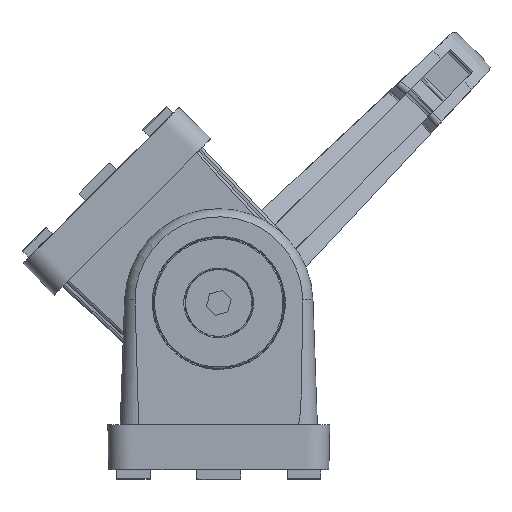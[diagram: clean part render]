
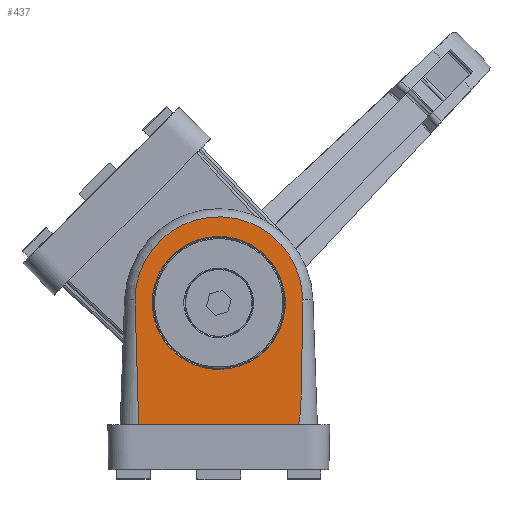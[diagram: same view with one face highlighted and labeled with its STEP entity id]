
A CAD part, top view. The second image highlights one B-rep face of the part: STEP entity #437.
In plain terms, the highlighted face is planar.
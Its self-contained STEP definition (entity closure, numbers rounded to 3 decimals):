
#437 = ADVANCED_FACE( '', ( #751, #752 ), #753, .T. );
#751 = FACE_BOUND( '', #1449, .T. );
#752 = FACE_OUTER_BOUND( '', #1450, .T. );
#753 = PLANE( '', #1451 );
#1449 = EDGE_LOOP( '', ( #2197 ) );
#1450 = EDGE_LOOP( '', ( #2198, #2199, #2200, #2201 ) );
#1451 = AXIS2_PLACEMENT_3D( '', #2202, #2203, #2204 );
#2197 = ORIENTED_EDGE( '', *, *, #4671, .F. );
#2198 = ORIENTED_EDGE( '', *, *, #4672, .F. );
#2199 = ORIENTED_EDGE( '', *, *, #4673, .F. );
#2200 = ORIENTED_EDGE( '', *, *, #4674, .T. );
#2201 = ORIENTED_EDGE( '', *, *, #4675, .F. );
#2202 = CARTESIAN_POINT( '', ( 19.302, 18., 22. ) );
#2203 = DIRECTION( '', ( 1., 0.017, 0. ) );
#2204 = DIRECTION( '', ( -0.017, 1., 0. ) );
#4671 = EDGE_CURVE( '', #5442, #5442, #5443, .T. );
#4672 = EDGE_CURVE( '', #5444, #5445, #5446, .T. );
#4673 = EDGE_CURVE( '', #5447, #5444, #5448, .F. );
#4674 = EDGE_CURVE( '', #5447, #5449, #5450, .T. );
#4675 = EDGE_CURVE( '', #5445, #5449, #5451, .F. );
#5442 = VERTEX_POINT( '', #6744 );
#5443 = ELLIPSE( '', #6745, 12.002, 12. );
#5444 = VERTEX_POINT( '', #6746 );
#5445 = VERTEX_POINT( '', #6747 );
#5446 = B_SPLINE_CURVE_WITH_KNOTS( '', 3, ( #6748, #6749, #6750, #6751, #6752, #6753, #6754, #6755, #6756, #6757, #6758, #6759, #6760, #6761, #6762, #6763, #6764, #6765, #6766, #6767, #6768, #6769, #6770, #6771, #6772, #6773, #6774, #6775, #6776, #6777, #6778, #6779, #6780, #6781, #6782, #6783, #6784, #6785, #6786, #6787, #6788, #6789, #6790, #6791, #6792, #6793, #6794 ), .UNSPECIFIED., .F., .F., ( 4, 2, 2, 2, 2, 2, 2, 2, 2, 1, 2, 2, 2, 2, 2, 2, 2, 2, 2, 2, 2, 2, 2, 4 ), ( 0., 0.003, 0.004, 0.006, 0.009, 0.01, 0.012, 0.015, 0.016, 0.018, 0.019, 0.021, 0.024, 0.025, 0.027, 0.029, 0.031, 0.032, 0.035, 0.038, 0.04, 0.041, 0.044, 0.047 ), .UNSPECIFIED. );
#5447 = VERTEX_POINT( '', #6795 );
#5448 = ELLIPSE( '', #6796, 200.668, 3.5 );
#5449 = VERTEX_POINT( '', #6797 );
#5450 = B_SPLINE_CURVE_WITH_KNOTS( '', 1, ( #6798, #6799 ), .UNSPECIFIED., .F., .F., ( 2, 2 ), ( 0., 1. ), .UNSPECIFIED. );
#5451 = ELLIPSE( '', #6800, 200.668, 3.5 );
#6744 = CARTESIAN_POINT( '', ( 19.825, -12., 0. ) );
#6745 = AXIS2_PLACEMENT_3D( '', #9173, #9174, #9175 );
#6746 = CARTESIAN_POINT( '', ( 19.607, 0.527, 15.103 ) );
#6747 = CARTESIAN_POINT( '', ( 19.607, 0.527, -15.103 ) );
#6748 = CARTESIAN_POINT( '', ( 19.607, 0.527, 15.103 ) );
#6749 = CARTESIAN_POINT( '', ( 19.589, 1.521, 15.101 ) );
#6750 = CARTESIAN_POINT( '', ( 19.572, 2.498, 15.002 ) );
#6751 = CARTESIAN_POINT( '', ( 19.547, 3.941, 14.711 ) );
#6752 = CARTESIAN_POINT( '', ( 19.539, 4.417, 14.59 ) );
#6753 = CARTESIAN_POINT( '', ( 19.522, 5.363, 14.301 ) );
#6754 = CARTESIAN_POINT( '', ( 19.514, 5.832, 14.131 ) );
#6755 = CARTESIAN_POINT( '', ( 19.49, 7.196, 13.559 ) );
#6756 = CARTESIAN_POINT( '', ( 19.475, 8.059, 13.094 ) );
#6757 = CARTESIAN_POINT( '', ( 19.454, 9.284, 12.269 ) );
#6758 = CARTESIAN_POINT( '', ( 19.447, 9.682, 11.971 ) );
#6759 = CARTESIAN_POINT( '', ( 19.434, 10.445, 11.339 ) );
#6760 = CARTESIAN_POINT( '', ( 19.427, 10.809, 11.006 ) );
#6761 = CARTESIAN_POINT( '', ( 19.409, 11.846, 9.961 ) );
#6762 = CARTESIAN_POINT( '', ( 19.398, 12.466, 9.201 ) );
#6763 = CARTESIAN_POINT( '', ( 19.384, 13.288, 7.962 ) );
#6764 = CARTESIAN_POINT( '', ( 19.38, 13.542, 7.534 ) );
#6765 = CARTESIAN_POINT( '', ( 19.372, 14.004, 6.665 ) );
#6766 = CARTESIAN_POINT( '', ( 19.364, 14.421, 5.776 ) );
#6767 = CARTESIAN_POINT( '', ( 19.359, 14.75, 4.851 ) );
#6768 = CARTESIAN_POINT( '', ( 19.354, 15.035, 3.908 ) );
#6769 = CARTESIAN_POINT( '', ( 19.351, 15.156, 3.424 ) );
#6770 = CARTESIAN_POINT( '', ( 19.346, 15.443, 1.968 ) );
#6771 = CARTESIAN_POINT( '', ( 19.345, 15.538, 0.992 ) );
#6772 = CARTESIAN_POINT( '', ( 19.345, 15.539, -0.482 ) );
#6773 = CARTESIAN_POINT( '', ( 19.345, 15.516, -0.974 ) );
#6774 = CARTESIAN_POINT( '', ( 19.347, 15.42, -1.962 ) );
#6775 = CARTESIAN_POINT( '', ( 19.348, 15.347, -2.453 ) );
#6776 = CARTESIAN_POINT( '', ( 19.353, 15.062, -3.9 ) );
#6777 = CARTESIAN_POINT( '', ( 19.358, 14.78, -4.839 ) );
#6778 = CARTESIAN_POINT( '', ( 19.368, 14.218, -6.208 ) );
#6779 = CARTESIAN_POINT( '', ( 19.372, 14.006, -6.66 ) );
#6780 = CARTESIAN_POINT( '', ( 19.38, 13.543, -7.533 ) );
#6781 = CARTESIAN_POINT( '', ( 19.384, 13.292, -7.956 ) );
#6782 = CARTESIAN_POINT( '', ( 19.398, 12.479, -9.182 ) );
#6783 = CARTESIAN_POINT( '', ( 19.409, 11.861, -9.945 ) );
#6784 = CARTESIAN_POINT( '', ( 19.433, 10.462, -11.357 ) );
#6785 = CARTESIAN_POINT( '', ( 19.447, 9.704, -11.984 ) );
#6786 = CARTESIAN_POINT( '', ( 19.468, 8.485, -12.807 ) );
#6787 = CARTESIAN_POINT( '', ( 19.475, 8.065, -13.062 ) );
#6788 = CARTESIAN_POINT( '', ( 19.49, 7.196, -13.532 ) );
#6789 = CARTESIAN_POINT( '', ( 19.498, 6.746, -13.748 ) );
#6790 = CARTESIAN_POINT( '', ( 19.522, 5.381, -14.32 ) );
#6791 = CARTESIAN_POINT( '', ( 19.538, 4.444, -14.608 ) );
#6792 = CARTESIAN_POINT( '', ( 19.572, 2.517, -15. ) );
#6793 = CARTESIAN_POINT( '', ( 19.589, 1.522, -15.101 ) );
#6794 = CARTESIAN_POINT( '', ( 19.607, 0.527, -15.103 ) );
#6795 = CARTESIAN_POINT( '', ( 20., -22., 14.276 ) );
#6796 = AXIS2_PLACEMENT_3D( '', #9176, #9177, #9178 );
#6797 = CARTESIAN_POINT( '', ( 20., -22., -14.276 ) );
#6798 = CARTESIAN_POINT( '', ( 20., -22., 14.276 ) );
#6799 = CARTESIAN_POINT( '', ( 20., -22., -14.276 ) );
#6800 = AXIS2_PLACEMENT_3D( '', #9179, #9180, #9181 );
#9173 = CARTESIAN_POINT( '', ( 19.616, 0., 0. ) );
#9174 = DIRECTION( '', ( 1., 0.017, 0. ) );
#9175 = DIRECTION( '', ( 0.017, -1., 0. ) );
#9176 = CARTESIAN_POINT( '', ( 16.5, 178.515, 7.275 ) );
#9177 = DIRECTION( '', ( 1., 0.017, 0. ) );
#9178 = DIRECTION( '', ( -0.017, 0.999, -0.035 ) );
#9179 = CARTESIAN_POINT( '', ( 16.5, 178.515, -7.275 ) );
#9180 = DIRECTION( '', ( 1., 0.017, 0. ) );
#9181 = DIRECTION( '', ( 0.017, -0.999, -0.035 ) );
